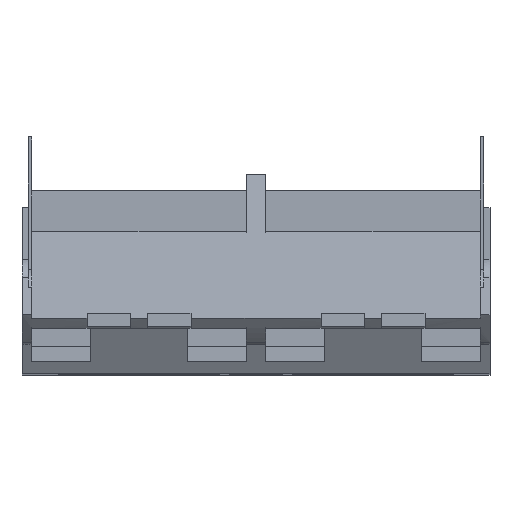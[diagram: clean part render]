
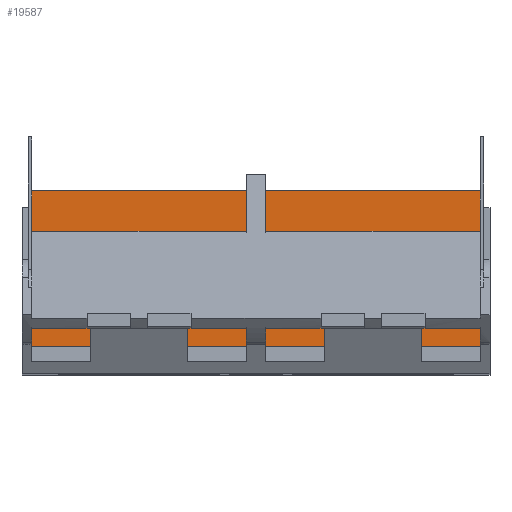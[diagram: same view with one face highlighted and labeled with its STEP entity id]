
A CAD part, top view. The second image highlights one B-rep face of the part: STEP entity #19587.
In plain terms, the highlighted planar face has unit normal (0, 0, 1).
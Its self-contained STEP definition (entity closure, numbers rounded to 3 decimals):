
#19558=AXIS2_PLACEMENT_3D('Plane Axis2P3D',#19555,#19556,#19557) ;
#19216=CARTESIAN_POINT('Vertex',(0.95,17.762,1.)) ;
#19219=CARTESIAN_POINT('Line Origine',(11.425,17.762,1.)) ;
#19223=CARTESIAN_POINT('Vertex',(21.9,17.762,1.)) ;
#19226=CARTESIAN_POINT('Line Origine',(22.5,17.762,1.)) ;
#19230=CARTESIAN_POINT('Vertex',(23.1,17.762,1.)) ;
#19233=CARTESIAN_POINT('Line Origine',(33.575,17.762,1.)) ;
#19237=CARTESIAN_POINT('Vertex',(44.05,17.762,1.)) ;
#19555=CARTESIAN_POINT('Axis2P3D Location',(33.75,2.745,1.)) ;
#19560=CARTESIAN_POINT('Line Origine',(0.95,10.253,1.)) ;
#19564=CARTESIAN_POINT('Vertex',(0.95,2.745,1.)) ;
#19567=CARTESIAN_POINT('Line Origine',(22.5,2.745,1.)) ;
#19571=CARTESIAN_POINT('Vertex',(44.05,2.745,1.)) ;
#19574=CARTESIAN_POINT('Line Origine',(44.05,10.253,1.)) ;
#19220=DIRECTION('Vector Direction',(1.,0.,0.)) ;
#19227=DIRECTION('Vector Direction',(-1.,0.,0.)) ;
#19234=DIRECTION('Vector Direction',(1.,0.,0.)) ;
#19556=DIRECTION('Axis2P3D Direction',(0.,0.,1.)) ;
#19557=DIRECTION('Axis2P3D XDirection',(0.,1.,0.)) ;
#19561=DIRECTION('Vector Direction',(0.,1.,0.)) ;
#19568=DIRECTION('Vector Direction',(1.,0.,0.)) ;
#19575=DIRECTION('Vector Direction',(0.,1.,0.)) ;
#19221=VECTOR('Line Direction',#19220,1.) ;
#19228=VECTOR('Line Direction',#19227,1.) ;
#19235=VECTOR('Line Direction',#19234,1.) ;
#19562=VECTOR('Line Direction',#19561,1.) ;
#19569=VECTOR('Line Direction',#19568,1.) ;
#19576=VECTOR('Line Direction',#19575,1.) ;
#19580=ORIENTED_EDGE('',*,*,#19239,.T.) ;
#19581=ORIENTED_EDGE('',*,*,#19232,.T.) ;
#19582=ORIENTED_EDGE('',*,*,#19225,.T.) ;
#19583=ORIENTED_EDGE('',*,*,#19566,.F.) ;
#19584=ORIENTED_EDGE('',*,*,#19573,.F.) ;
#19585=ORIENTED_EDGE('',*,*,#19578,.F.) ;
#19587=ADVANCED_FACE('SIDE',(#19586),#19559,.T.) ;
#19225=EDGE_CURVE('',#19224,#19217,#19222,.F.) ;
#19232=EDGE_CURVE('',#19231,#19224,#19229,.T.) ;
#19239=EDGE_CURVE('',#19238,#19231,#19236,.F.) ;
#19566=EDGE_CURVE('',#19565,#19217,#19563,.T.) ;
#19573=EDGE_CURVE('',#19572,#19565,#19570,.F.) ;
#19578=EDGE_CURVE('',#19238,#19572,#19577,.F.) ;
#19579=EDGE_LOOP('',(#19580,#19581,#19582,#19583,#19584,#19585)) ;
#19586=FACE_OUTER_BOUND('',#19579,.T.) ;
#19222=LINE('Line',#19219,#19221) ;
#19229=LINE('Line',#19226,#19228) ;
#19236=LINE('Line',#19233,#19235) ;
#19563=LINE('Line',#19560,#19562) ;
#19570=LINE('Line',#19567,#19569) ;
#19577=LINE('Line',#19574,#19576) ;
#19559=PLANE('',#19558) ;
#19217=VERTEX_POINT('',#19216) ;
#19224=VERTEX_POINT('',#19223) ;
#19231=VERTEX_POINT('',#19230) ;
#19238=VERTEX_POINT('',#19237) ;
#19565=VERTEX_POINT('',#19564) ;
#19572=VERTEX_POINT('',#19571) ;
